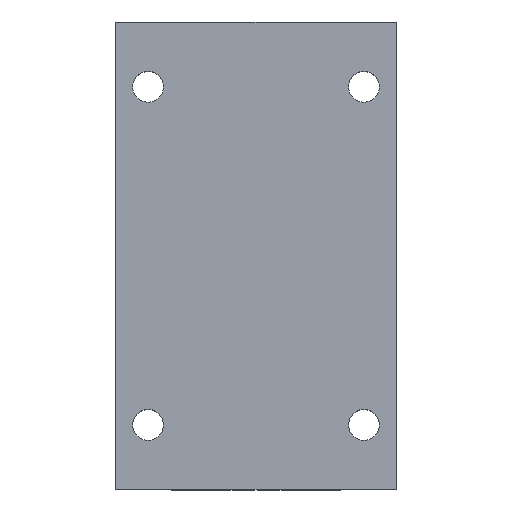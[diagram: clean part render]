
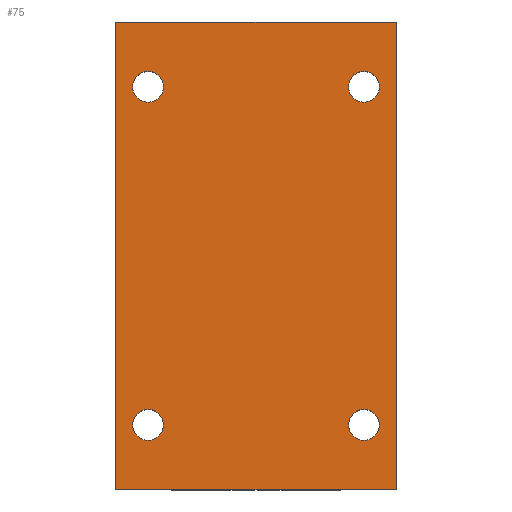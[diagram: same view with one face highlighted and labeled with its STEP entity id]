
A CAD part, top view. The second image highlights one B-rep face of the part: STEP entity #75.
In plain terms, the highlighted planar face has unit normal (0, 0, 1).
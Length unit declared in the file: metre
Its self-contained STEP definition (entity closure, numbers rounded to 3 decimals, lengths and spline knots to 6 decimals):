
#75 = ADVANCED_FACE( '', ( #181, #182, #183, #184, #185 ), #186, .T. );
#181 = FACE_BOUND( '', #328, .T. );
#182 = FACE_BOUND( '', #329, .T. );
#183 = FACE_BOUND( '', #330, .T. );
#184 = FACE_BOUND( '', #331, .T. );
#185 = FACE_OUTER_BOUND( '', #332, .T. );
#186 = PLANE( '', #333 );
#328 = EDGE_LOOP( '', ( #494 ) );
#329 = EDGE_LOOP( '', ( #495 ) );
#330 = EDGE_LOOP( '', ( #496 ) );
#331 = EDGE_LOOP( '', ( #497 ) );
#332 = EDGE_LOOP( '', ( #498, #499, #500, #501 ) );
#333 = AXIS2_PLACEMENT_3D( '', #502, #503, #504 );
#494 = ORIENTED_EDGE( '', *, *, #858, .F. );
#495 = ORIENTED_EDGE( '', *, *, #859, .F. );
#496 = ORIENTED_EDGE( '', *, *, #860, .F. );
#497 = ORIENTED_EDGE( '', *, *, #861, .F. );
#498 = ORIENTED_EDGE( '', *, *, #862, .F. );
#499 = ORIENTED_EDGE( '', *, *, #863, .F. );
#500 = ORIENTED_EDGE( '', *, *, #864, .T. );
#501 = ORIENTED_EDGE( '', *, *, #865, .T. );
#502 = CARTESIAN_POINT( '', ( -0.039, -0.065, 0.029 ) );
#503 = DIRECTION( '', ( 0., 0., 1. ) );
#504 = DIRECTION( '', ( 1., 0., 0. ) );
#858 = EDGE_CURVE( '', #1027, #1027, #1028, .T. );
#859 = EDGE_CURVE( '', #1029, #1029, #1030, .T. );
#860 = EDGE_CURVE( '', #1031, #1031, #1032, .T. );
#861 = EDGE_CURVE( '', #1033, #1033, #1034, .T. );
#862 = EDGE_CURVE( '', #1035, #1036, #1037, .T. );
#863 = EDGE_CURVE( '', #1038, #1035, #1039, .T. );
#864 = EDGE_CURVE( '', #1038, #1040, #1041, .T. );
#865 = EDGE_CURVE( '', #1040, #1036, #1042, .T. );
#1027 = VERTEX_POINT( '', #1271 );
#1028 = CIRCLE( '', #1272, 0.0043 );
#1029 = VERTEX_POINT( '', #1273 );
#1030 = CIRCLE( '', #1274, 0.0043 );
#1031 = VERTEX_POINT( '', #1275 );
#1032 = CIRCLE( '', #1276, 0.0043 );
#1033 = VERTEX_POINT( '', #1277 );
#1034 = CIRCLE( '', #1278, 0.0043 );
#1035 = VERTEX_POINT( '', #1279 );
#1036 = VERTEX_POINT( '', #1280 );
#1037 = LINE( '', #1281, #1282 );
#1038 = VERTEX_POINT( '', #1283 );
#1039 = LINE( '', #1284, #1285 );
#1040 = VERTEX_POINT( '', #1286 );
#1041 = LINE( '', #1287, #1288 );
#1042 = LINE( '', #1289, #1290 );
#1271 = CARTESIAN_POINT( '', ( -0.0257, 0.047, 0.029 ) );
#1272 = AXIS2_PLACEMENT_3D( '', #1594, #1595, #1596 );
#1273 = CARTESIAN_POINT( '', ( -0.0257, -0.047, 0.029 ) );
#1274 = AXIS2_PLACEMENT_3D( '', #1597, #1598, #1599 );
#1275 = CARTESIAN_POINT( '', ( 0.0343, -0.047, 0.029 ) );
#1276 = AXIS2_PLACEMENT_3D( '', #1600, #1601, #1602 );
#1277 = CARTESIAN_POINT( '', ( 0.0343, 0.047, 0.029 ) );
#1278 = AXIS2_PLACEMENT_3D( '', #1603, #1604, #1605 );
#1279 = CARTESIAN_POINT( '', ( -0.039, 0.065, 0.029 ) );
#1280 = CARTESIAN_POINT( '', ( 0.039, 0.065, 0.029 ) );
#1281 = CARTESIAN_POINT( '', ( -0.039, 0.065, 0.029 ) );
#1282 = VECTOR( '', #1606, 1. );
#1283 = CARTESIAN_POINT( '', ( -0.039, -0.065, 0.029 ) );
#1284 = CARTESIAN_POINT( '', ( -0.039, -0.065, 0.029 ) );
#1285 = VECTOR( '', #1607, 1. );
#1286 = CARTESIAN_POINT( '', ( 0.039, -0.065, 0.029 ) );
#1287 = CARTESIAN_POINT( '', ( -0.039, -0.065, 0.029 ) );
#1288 = VECTOR( '', #1608, 1. );
#1289 = CARTESIAN_POINT( '', ( 0.039, -0.065, 0.029 ) );
#1290 = VECTOR( '', #1609, 1. );
#1594 = CARTESIAN_POINT( '', ( -0.03, 0.047, 0.029 ) );
#1595 = DIRECTION( '', ( 0., 0., 1. ) );
#1596 = DIRECTION( '', ( 1., 0., 0. ) );
#1597 = CARTESIAN_POINT( '', ( -0.03, -0.047, 0.029 ) );
#1598 = DIRECTION( '', ( 0., 0., 1. ) );
#1599 = DIRECTION( '', ( 1., 0., 0. ) );
#1600 = CARTESIAN_POINT( '', ( 0.03, -0.047, 0.029 ) );
#1601 = DIRECTION( '', ( 0., 0., 1. ) );
#1602 = DIRECTION( '', ( 1., 0., 0. ) );
#1603 = CARTESIAN_POINT( '', ( 0.03, 0.047, 0.029 ) );
#1604 = DIRECTION( '', ( 0., 0., 1. ) );
#1605 = DIRECTION( '', ( 1., 0., 0. ) );
#1606 = DIRECTION( '', ( 1., 0., 0. ) );
#1607 = DIRECTION( '', ( 0., 1., 0. ) );
#1608 = DIRECTION( '', ( 1., 0., 0. ) );
#1609 = DIRECTION( '', ( 0., 1., 0. ) );
